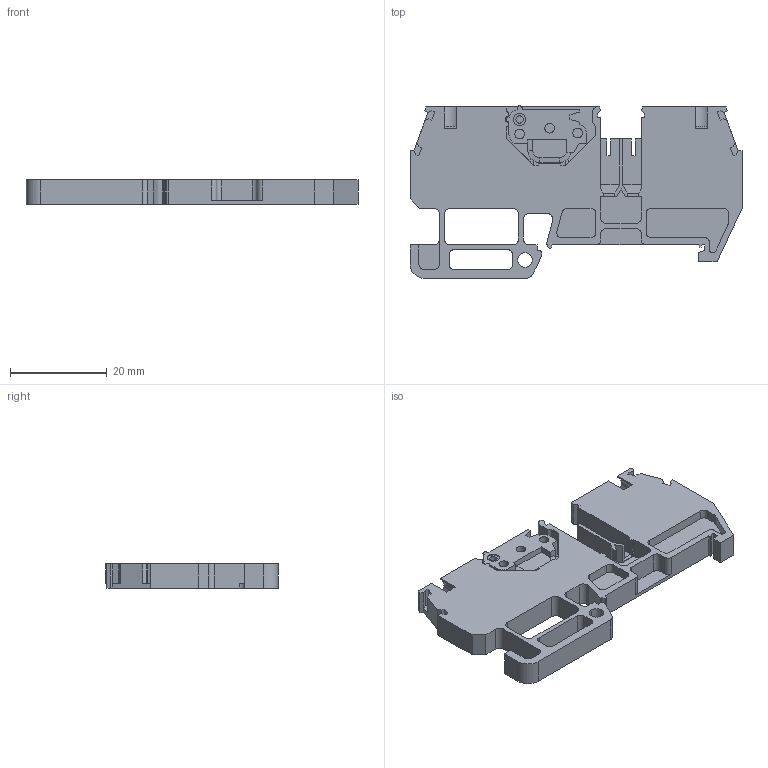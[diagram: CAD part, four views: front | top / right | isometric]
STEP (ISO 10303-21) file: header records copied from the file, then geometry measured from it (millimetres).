
FILE_DESCRIPTION (( 'STEP AP214' ), '1' );
FILE_NAME ('42419_DN-QKBD12-A.STEP', '2014-05-09T13:47:35', ( '' ), ( '' ), 'SwSTEP 2.0', 'SolidWorks 2013', '' );
FILE_SCHEMA (( 'AUTOMOTIVE_DESIGN' ));
Length unit declared in the file: millimetre
Products named in the file (1): 42419_DN-QKBD12-A
Bounding box: 68.6 x 35.65 x 5 mm (x, y, z)
Surface area: 7008.4 mm2 (no closed solid volume)
Topology: 0 solids, 5 shells, 317 faces, 1012 edges, 692 vertices
Faces by surface type: plane 236, cylinder 75, bspline 4, cone 2
Entity records: 14738 total; most frequent: CARTESIAN_POINT 2223, ORIENTED_EDGE 1855, DIRECTION 1799, EDGE_CURVE 1012, VECTOR 811, LINE 811, VERTEX_POINT 692, AXIS2_PLACEMENT_3D 494
